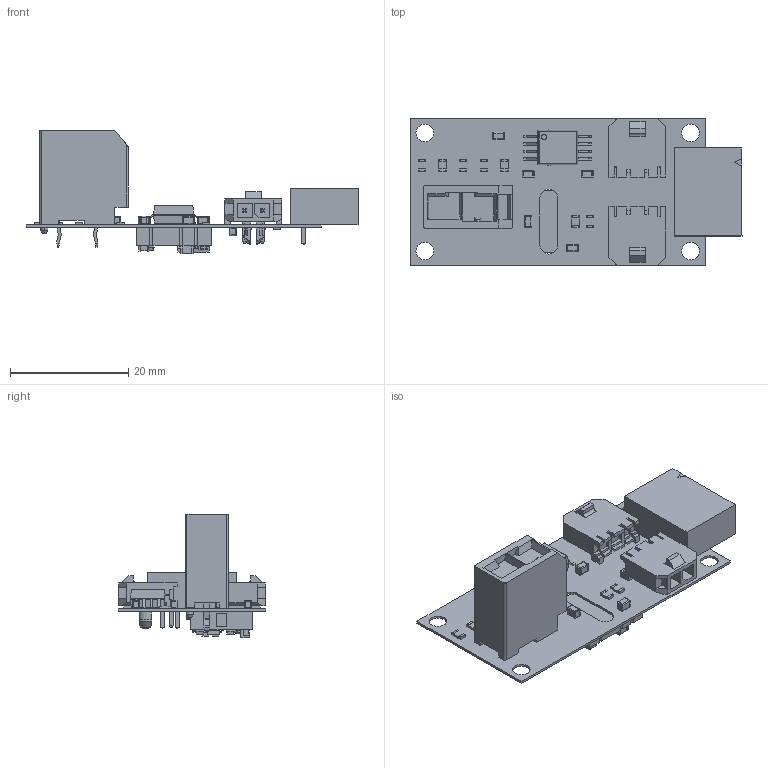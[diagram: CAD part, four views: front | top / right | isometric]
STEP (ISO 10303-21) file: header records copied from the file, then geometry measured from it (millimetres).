
FILE_DESCRIPTION(('Open CASCADE Model'),'2;1');
FILE_NAME('Open CASCADE Shape Model','2024-02-22T10:16:19',('Author'),( 'Open CASCADE'),'Open CASCADE STEP processor 7.5','Open CASCADE 7.5' ,'Unknown');
FILE_SCHEMA(('AUTOMOTIVE_DESIGN { 1 0 10303 214 1 1 1 1 }'));
Length unit declared in the file: millimetre
Products named in the file (57): PCB; Board; Open CASCADE STEP translator 7.5 4.1.1; U1; ACPL-C87AT-000E_SOIC8; Body; PinsArrayLR; R10; 0805_SMD_R; R9; R8; R7; R6; R5; R4; R3; R2; R1; PS1; NXE1Sxxxx; 4020PA001NXE03; UND_0402CR_Predeterminado; UND_SOT23___; UND_0603CR#2_Predeterminado; UND_0603CC___ _________; UND_1210CC_CAPC2012X135N; UND_1210CC_CAPC1005X55N; UND_1210CC_CAPC1608X90N; UND_MICROSMP; UND_SOD-723; UND_DFN2X2A; MPS LOGO 2MM; NXE1S0505MC; J4; 151048-1200; J3; 6079451952; Open CASCADE STEP translator 7.5 4.15.1.1; Open CASCADE STEP translator 7.5 4.15.1.2; J2 ...
Assembly tree (74 placements, depth 4):
  PCB
    Board
      Open CASCADE STEP translator 7.5 4.1.1
    U1
      ACPL-C87AT-000E_SOIC8
        Body
        PinsArrayLR
    R10
      0805_SMD_R
    R9
      0805_SMD_R
    R8
      0805_SMD_R
    R7
      0805_SMD_R
    R6
      0805_SMD_R
    R5
      0805_SMD_R
    R4
      0805_SMD_R
    R3
      0805_SMD_R
    R2
      0805_SMD_R
    R1
      0805_SMD_R
    PS1
      NXE1Sxxxx
        4020PA001NXE03
        UND_0402CR_Predeterminado  x3
        UND_SOT23___  x2
        UND_0603CR#2_Predeterminado
        UND_0603CC___ _________
        UND_1210CC_CAPC2012X135N
        UND_1210CC_CAPC1005X55N
        UND_1210CC_CAPC1608X90N
        UND_MICROSMP  x2
        UND_SOD-723
        UND_DFN2X2A
        MPS LOGO 2MM
        NXE1S0505MC
    J4
      151048-1200
    J3
      6079451952
        Open CASCADE STEP translator 7.5 4.15.1.1
        Open CASCADE STEP translator 7.5 4.15.1.2
    J2
      5680460704
        Open CASCADE STEP translator 7.5 4.16.1.1
        Open CASCADE STEP translator 7.5 4.16.1.2
    J1
      S5B-XH-A
        Body
        LeadsArray
    C6
      0805_SMD_C
        Fillet1
        Fillet2
Bounding box: 56.2 x 25 x 20.89 mm (x, y, z)
Volume: 3425.4 mm3; surface area: 7624 mm2
Topology: 154 solids, 157 shells, 2796 faces, 7067 edges, 4570 vertices
Faces by surface type: plane 2233, cylinder 412, bspline 84, sphere 60, cone 6, torus 1
Full cylindrical faces by diameter (mm): 0.25 x1, 0.851 x1, 3 x3
Entity records: 73653 total; most frequent: CARTESIAN_POINT 15155, ORIENTED_EDGE 10890, DIRECTION 10213, EDGE_CURVE 5445, LINE 4663, VECTOR 4663, VERTEX_POINT 3548, AXIS2_PLACEMENT_3D 2775
